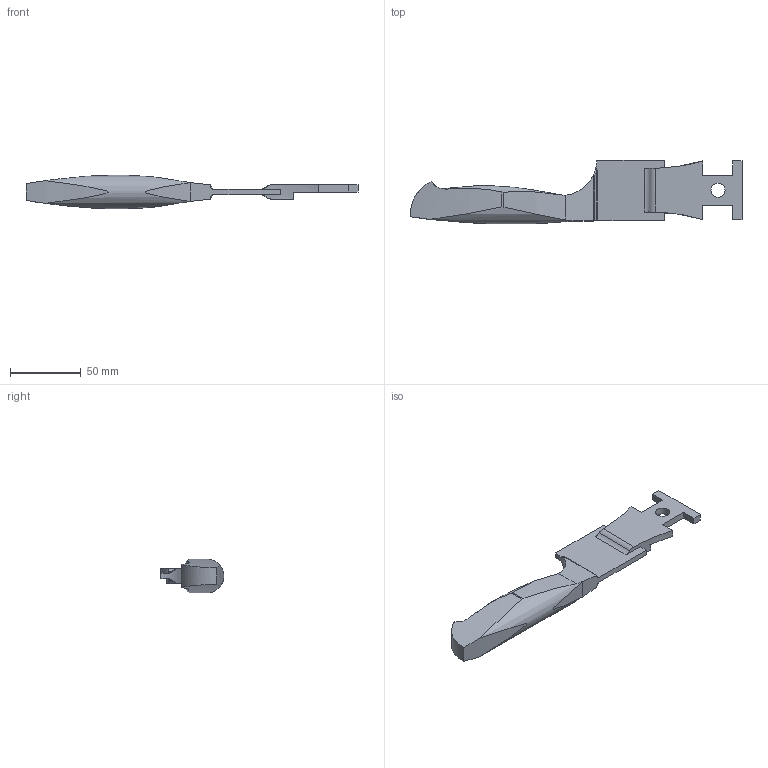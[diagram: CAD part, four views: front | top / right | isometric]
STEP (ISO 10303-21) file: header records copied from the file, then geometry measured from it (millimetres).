
FILE_DESCRIPTION(/* description */ (''),/* implementation_level */ '2;1');
FILE_NAME(/* name */ 'Knife Handle v19.step',/* time_stamp */ '2022-05-18T22:38:52-07:00',/* author */ (''),/* organization */ (''),/* preprocessor_version */ 'ST-DEVELOPER v18.1',/* originating_system */ 'Autodesk Translation Framework v10.14.0.1471',/* authorisation */ '');
FILE_SCHEMA (('AUTOMOTIVE_DESIGN { 1 0 10303 214 3 1 1 }'));
Length unit declared in the file: centimetre
Products named in the file (1): (Unsaved)
Bounding box: 234.79 x 45 x 24 mm (x, y, z)
Volume: 75199.6 mm3; surface area: 20245.5 mm2
Topology: 1 solids, 1 shells, 56 faces, 164 edges, 110 vertices
Faces by surface type: plane 24, bspline 18, cylinder 14
Full cylindrical faces by diameter (mm): 10.005 x1
Entity records: 7430 total; most frequent: CARTESIAN_POINT 6061, ORIENTED_EDGE 328, DIRECTION 202, EDGE_CURVE 164, VERTEX_POINT 110, LINE 72, VECTOR 72, B_SPLINE_CURVE_WITH_KNOTS 66
